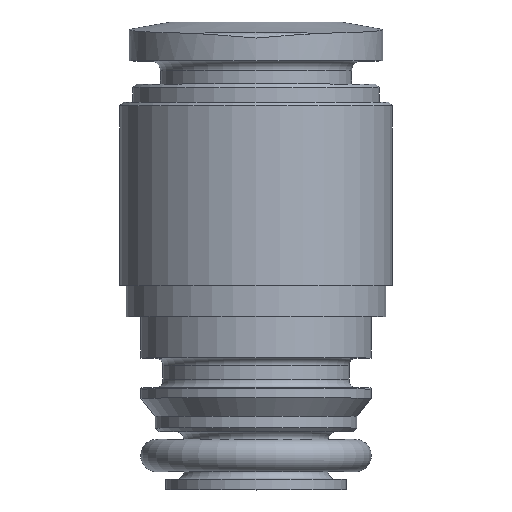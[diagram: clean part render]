
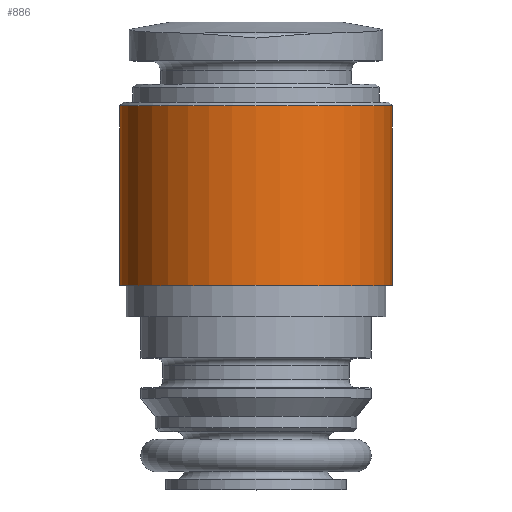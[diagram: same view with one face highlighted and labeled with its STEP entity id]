
A CAD part, top view. The second image highlights one B-rep face of the part: STEP entity #886.
In plain terms, the highlighted cylindrical face has radius 5.275 mm (diameter 10.55 mm), a full revolution.
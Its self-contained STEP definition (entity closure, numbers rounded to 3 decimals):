
#22=CYLINDRICAL_SURFACE('',#951,5.275);
#86=CIRCLE('',#950,5.275);
#87=CIRCLE('',#952,5.275);
#152=ORIENTED_EDGE('',*,*,#263,.F.);
#153=ORIENTED_EDGE('',*,*,#262,.T.);
#262=EDGE_CURVE('',#320,#320,#86,.T.);
#263=EDGE_CURVE('',#321,#321,#87,.T.);
#320=VERTEX_POINT('',#1297);
#321=VERTEX_POINT('',#1300);
#382=EDGE_LOOP('',(#152));
#383=EDGE_LOOP('',(#153));
#470=FACE_BOUND('',#382,.T.);
#471=FACE_BOUND('',#383,.T.);
#886=ADVANCED_FACE('',(#470,#471),#22,.T.);
#950=AXIS2_PLACEMENT_3D('',#1296,#1068,#1069);
#951=AXIS2_PLACEMENT_3D('',#1298,#1070,#1071);
#952=AXIS2_PLACEMENT_3D('',#1299,#1072,#1073);
#1068=DIRECTION('',(0.,-1.,0.));
#1069=DIRECTION('',(0.,0.,-1.));
#1070=DIRECTION('',(0.,-1.,0.));
#1071=DIRECTION('',(0.,0.,-1.));
#1072=DIRECTION('',(0.,-1.,0.));
#1073=DIRECTION('',(0.,0.,-1.));
#1296=CARTESIAN_POINT('',(0.,14.859,0.));
#1297=CARTESIAN_POINT('',(0.,14.859,-5.275));
#1298=CARTESIAN_POINT('',(0.,0.,0.));
#1299=CARTESIAN_POINT('',(0.,7.9,0.));
#1300=CARTESIAN_POINT('',(0.,7.9,-5.275));
